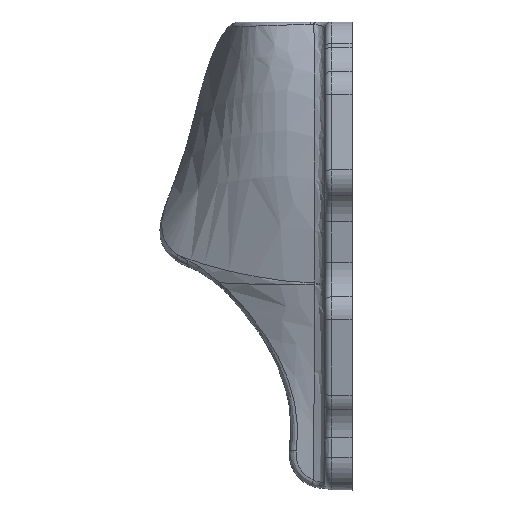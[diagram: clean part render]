
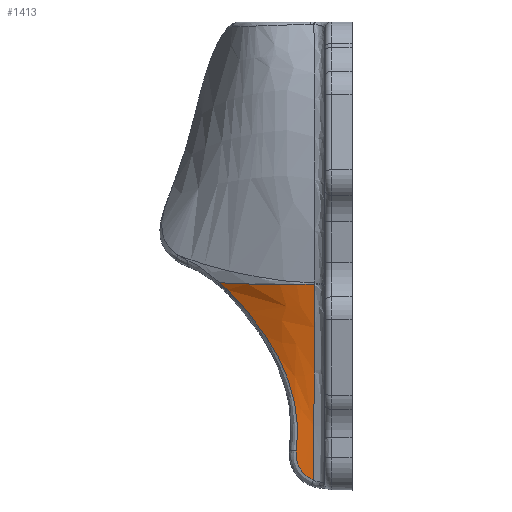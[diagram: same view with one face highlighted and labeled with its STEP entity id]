
A CAD part, left-side view. The second image highlights one B-rep face of the part: STEP entity #1413.
In plain terms, the highlighted free-form (B-spline) face has degree [3, 3] with [6, 4] control points.
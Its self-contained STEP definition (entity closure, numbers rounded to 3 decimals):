
#216=FACE_OUTER_BOUND('',#308,.T.);
#308=EDGE_LOOP('',(#1146,#1147,#1148,#1149,#1150));
#361=B_SPLINE_CURVE_WITH_KNOTS('',3,(#2476,#2477,#2478,#2479,#2480,#2481),
 .UNSPECIFIED.,.F.,.F.,(4,1,1,4),(0.,0.688,1.146,
1.604),.UNSPECIFIED.);
#362=B_SPLINE_CURVE_WITH_KNOTS('',3,(#2531,#2532,#2533,#2534,#2535,#2536,
#2537,#2538),.UNSPECIFIED.,.F.,.F.,(4,1,1,1,1,4),(-8.073,-6.92,
-5.767,-3.46,-2.307,0.),.UNSPECIFIED.);
#365=B_SPLINE_CURVE_WITH_KNOTS('',3,(#2580,#2581,#2582,#2583),
 .UNSPECIFIED.,.F.,.F.,(4,4),(0.,0.478),.UNSPECIFIED.);
#419=B_SPLINE_CURVE_WITH_KNOTS('',3,(#3872,#3873,#3874,#3875,#3876,#3877,
#3878,#3879,#3880),.UNSPECIFIED.,.F.,.F.,(4,1,1,1,1,1,4),(0.,
2.499,3.749,4.999,6.248,7.498,
8.627),.UNSPECIFIED.);
#420=B_SPLINE_CURVE_WITH_KNOTS('',3,(#3905,#3906,#3907,#3908,#3909,#3910,
#3911,#3912,#3913,#3914,#3915,#3916,#3917),.UNSPECIFIED.,.F.,.F.,(4,3,3,
3,4),(0.485,1.695,2.477,3.258,
4.039),.UNSPECIFIED.);
#561=VERTEX_POINT('',#2424);
#563=VERTEX_POINT('',#2467);
#565=VERTEX_POINT('',#2530);
#567=VERTEX_POINT('',#2573);
#618=VERTEX_POINT('',#3812);
#719=EDGE_CURVE('',#561,#563,#361,.T.);
#720=EDGE_CURVE('',#563,#565,#362,.T.);
#725=EDGE_CURVE('',#565,#567,#365,.T.);
#810=EDGE_CURVE('',#618,#561,#419,.T.);
#811=EDGE_CURVE('',#567,#618,#420,.T.);
#1146=ORIENTED_EDGE('',*,*,#719,.F.);
#1147=ORIENTED_EDGE('',*,*,#810,.F.);
#1148=ORIENTED_EDGE('',*,*,#811,.F.);
#1149=ORIENTED_EDGE('',*,*,#725,.F.);
#1150=ORIENTED_EDGE('',*,*,#720,.F.);
#1344=B_SPLINE_SURFACE_WITH_KNOTS('',3,3,((#3881,#3882,#3883,#3884),(#3885,
#3886,#3887,#3888),(#3889,#3890,#3891,#3892),(#3893,#3894,#3895,#3896),
(#3897,#3898,#3899,#3900),(#3901,#3902,#3903,#3904)),.UNSPECIFIED.,.F.,
 .F.,.F.,(4,1,1,4),(4,4),(0.11,0.343,0.575,
0.923),(0.004,0.961),
 .UNSPECIFIED.);
#1413=ADVANCED_FACE('',(#216),#1344,.F.);
#2424=CARTESIAN_POINT('',(43.465,17.032,-91.02));
#2467=CARTESIAN_POINT('',(42.552,24.528,-78.25));
#2476=CARTESIAN_POINT('Ctrl Pts',(43.465,17.032,-91.02));
#2477=CARTESIAN_POINT('Ctrl Pts',(43.409,19.158,-90.207));
#2478=CARTESIAN_POINT('Ctrl Pts',(43.226,22.277,-87.819));
#2479=CARTESIAN_POINT('Ctrl Pts',(42.823,24.546,-82.898));
#2480=CARTESIAN_POINT('Ctrl Pts',(42.629,24.724,-79.774));
#2481=CARTESIAN_POINT('Ctrl Pts',(42.552,24.528,-78.25));
#2530=CARTESIAN_POINT('',(45.753,55.135,-7.039));
#2531=CARTESIAN_POINT('Ctrl Pts',(42.552,24.528,-78.25));
#2532=CARTESIAN_POINT('Ctrl Pts',(42.359,24.034,-74.418));
#2533=CARTESIAN_POINT('Ctrl Pts',(42.042,23.726,-66.668));
#2534=CARTESIAN_POINT('Ctrl Pts',(41.791,25.978,-51.303));
#2535=CARTESIAN_POINT('Ctrl Pts',(42.369,31.924,-37.005));
#2536=CARTESIAN_POINT('Ctrl Pts',(43.784,42.23,-20.964));
#2537=CARTESIAN_POINT('Ctrl Pts',(44.913,49.75,-12.376));
#2538=CARTESIAN_POINT('Ctrl Pts',(45.753,55.135,-7.039));
#2573=CARTESIAN_POINT('',(46.432,58.66,-3.936));
#2580=CARTESIAN_POINT('Ctrl Pts',(45.753,55.135,-7.039));
#2581=CARTESIAN_POINT('Ctrl Pts',(45.927,56.25,-5.934));
#2582=CARTESIAN_POINT('Ctrl Pts',(46.154,57.431,-4.899));
#2583=CARTESIAN_POINT('Ctrl Pts',(46.432,58.66,-3.936));
#3812=CARTESIAN_POINT('',(33.586,16.742,-4.655));
#3872=CARTESIAN_POINT('Ctrl Pts',(33.586,16.742,-4.655));
#3873=CARTESIAN_POINT('Ctrl Pts',(35.263,16.699,-12.913));
#3874=CARTESIAN_POINT('Ctrl Pts',(37.423,16.611,-25.357));
#3875=CARTESIAN_POINT('Ctrl Pts',(39.67,16.564,-42.042));
#3876=CARTESIAN_POINT('Ctrl Pts',(41.022,16.674,-54.615));
#3877=CARTESIAN_POINT('Ctrl Pts',(42.017,16.971,-67.188));
#3878=CARTESIAN_POINT('Ctrl Pts',(42.801,17.117,-79.285));
#3879=CARTESIAN_POINT('Ctrl Pts',(43.269,17.063,-87.238));
#3880=CARTESIAN_POINT('Ctrl Pts',(43.465,17.032,-91.02));
#3881=CARTESIAN_POINT('Ctrl Pts',(46.951,62.007,-0.838));
#3882=CARTESIAN_POINT('Ctrl Pts',(42.024,30.353,-29.403));
#3883=CARTESIAN_POINT('Ctrl Pts',(40.817,19.195,-59.476));
#3884=CARTESIAN_POINT('Ctrl Pts',(43.33,28.533,-91.058));
#3885=CARTESIAN_POINT('Ctrl Pts',(44.893,57.988,-1.426));
#3886=CARTESIAN_POINT('Ctrl Pts',(41.506,28.839,-29.551));
#3887=CARTESIAN_POINT('Ctrl Pts',(40.992,18.54,-59.426));
#3888=CARTESIAN_POINT('Ctrl Pts',(43.353,27.09,-91.052));
#3889=CARTESIAN_POINT('Ctrl Pts',(41.123,49.95,-2.503));
#3890=CARTESIAN_POINT('Ctrl Pts',(40.557,25.809,-29.822));
#3891=CARTESIAN_POINT('Ctrl Pts',(41.313,17.231,-59.335));
#3892=CARTESIAN_POINT('Ctrl Pts',(43.395,24.204,-91.04));
#3893=CARTESIAN_POINT('Ctrl Pts',(35.929,35.302,-3.986));
#3894=CARTESIAN_POINT('Ctrl Pts',(39.244,20.371,-30.197));
#3895=CARTESIAN_POINT('Ctrl Pts',(41.753,14.989,-59.209));
#3896=CARTESIAN_POINT('Ctrl Pts',(43.454,19.16,-91.023));
#3897=CARTESIAN_POINT('Ctrl Pts',(33.942,23.887,-4.553));
#3898=CARTESIAN_POINT('Ctrl Pts',(38.75,16.233,-30.338));
#3899=CARTESIAN_POINT('Ctrl Pts',(41.923,13.468,-59.161));
#3900=CARTESIAN_POINT('Ctrl Pts',(43.476,15.569,-91.017));
#3901=CARTESIAN_POINT('Ctrl Pts',(33.586,16.742,-4.655));
#3902=CARTESIAN_POINT('Ctrl Pts',(38.654,13.69,-30.365));
#3903=CARTESIAN_POINT('Ctrl Pts',(41.953,12.581,-59.152));
#3904=CARTESIAN_POINT('Ctrl Pts',(43.48,13.417,-91.016));
#3905=CARTESIAN_POINT('Ctrl Pts',(46.432,58.66,-3.937));
#3906=CARTESIAN_POINT('Ctrl Pts',(44.24,54.644,-4.15));
#3907=CARTESIAN_POINT('Ctrl Pts',(42.156,50.399,-4.366));
#3908=CARTESIAN_POINT('Ctrl Pts',(40.29,45.834,-4.496));
#3909=CARTESIAN_POINT('Ctrl Pts',(39.085,42.887,-4.58));
#3910=CARTESIAN_POINT('Ctrl Pts',(37.971,39.807,-4.628));
#3911=CARTESIAN_POINT('Ctrl Pts',(37.022,36.618,-4.65));
#3912=CARTESIAN_POINT('Ctrl Pts',(36.074,33.429,-4.672));
#3913=CARTESIAN_POINT('Ctrl Pts',(35.292,30.132,-4.667));
#3914=CARTESIAN_POINT('Ctrl Pts',(34.714,26.796,-4.663));
#3915=CARTESIAN_POINT('Ctrl Pts',(34.136,23.461,-4.659));
#3916=CARTESIAN_POINT('Ctrl Pts',(33.763,20.087,-4.657));
#3917=CARTESIAN_POINT('Ctrl Pts',(33.586,16.742,-4.655));
